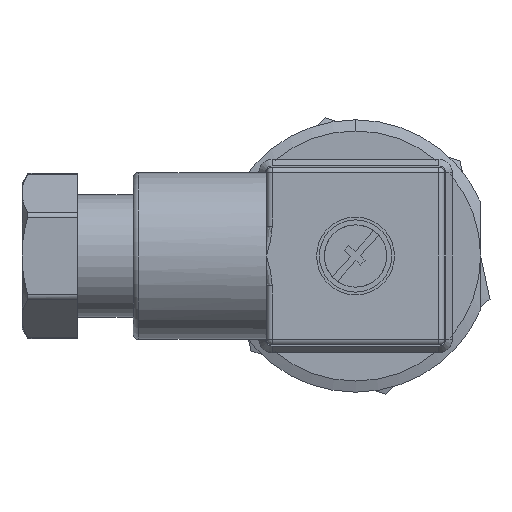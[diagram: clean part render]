
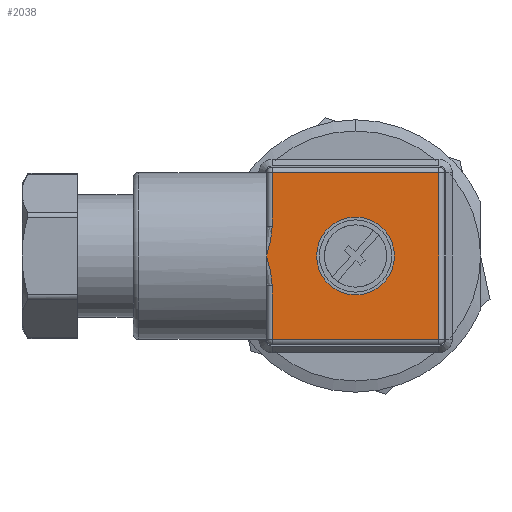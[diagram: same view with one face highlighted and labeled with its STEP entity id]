
A CAD part, front view. The second image highlights one B-rep face of the part: STEP entity #2038.
In plain terms, the highlighted face is planar.
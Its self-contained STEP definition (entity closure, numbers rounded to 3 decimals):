
#35 = CARTESIAN_POINT ( 'NONE',  ( 0., 27., 3.5 ) ) ;
#74 = CARTESIAN_POINT ( 'NONE',  ( 7.5, 27., -7.5 ) ) ;
#139 = AXIS2_PLACEMENT_3D ( 'NONE', #3455, #653, #3923 ) ;
#288 = CARTESIAN_POINT ( 'NONE',  ( 7.58, 27., -1.782 ) ) ;
#475 = ORIENTED_EDGE ( 'NONE', *, *, #5785, .F. ) ;
#502 = VECTOR ( 'NONE', #5875, 1000. ) ;
#625 = FACE_OUTER_BOUND ( 'NONE', #5547, .T. ) ;
#639 = CARTESIAN_POINT ( 'NONE',  ( 7.52, 27., 2.235 ) ) ;
#653 = DIRECTION ( 'NONE',  ( 0., 1., 0. ) ) ;
#657 = LINE ( 'NONE', #3963, #502 ) ;
#769 = CARTESIAN_POINT ( 'NONE',  ( 7.5, 27., -2.463 ) ) ;
#944 = LINE ( 'NONE', #2990, #3437 ) ;
#947 = DIRECTION ( 'NONE',  ( 0., 0., 1. ) ) ;
#1001 = CARTESIAN_POINT ( 'NONE',  ( 0., 27., 0. ) ) ;
#1069 = CARTESIAN_POINT ( 'NONE',  ( 7.5, 27., -2.693 ) ) ;
#1088 = CARTESIAN_POINT ( 'NONE',  ( 7.621, 27., 1.556 ) ) ;
#1154 = CARTESIAN_POINT ( 'NONE',  ( 7.5, 27., 0. ) ) ;
#1267 = PLANE ( 'NONE',  #5601 ) ;
#1355 = CARTESIAN_POINT ( 'NONE',  ( 0., 27., 0. ) ) ;
#1397 = ORIENTED_EDGE ( 'NONE', *, *, #4847, .T. ) ;
#1490 = DIRECTION ( 'NONE',  ( 0., 1., 0. ) ) ;
#1572 = CARTESIAN_POINT ( 'NONE',  ( 7.882, 27., 0.442 ) ) ;
#1577 = ORIENTED_EDGE ( 'NONE', *, *, #5257, .T. ) ;
#1599 = ORIENTED_EDGE ( 'NONE', *, *, #3948, .T. ) ;
#1635 = DIRECTION ( 'NONE',  ( 0., 0., -1. ) ) ;
#1720 = FACE_BOUND ( 'NONE', #3834, .T. ) ;
#1837 = DIRECTION ( 'NONE',  ( 0., 0., 1. ) ) ;
#1931 = VERTEX_POINT ( 'NONE', #3770 ) ;
#2038 = ADVANCED_FACE ( 'NONE', ( #625, #1720 ), #1267, .T. ) ;
#2058 = CIRCLE ( 'NONE', #139, 3.5 ) ;
#2106 = VERTEX_POINT ( 'NONE', #35 ) ;
#2109 = VERTEX_POINT ( 'NONE', #74 ) ;
#2142 = CARTESIAN_POINT ( 'NONE',  ( -8., 27., -7.5 ) ) ;
#2167 = CARTESIAN_POINT ( 'NONE',  ( 8., 27., 0. ) ) ;
#2322 = VERTEX_POINT ( 'NONE', #1069 ) ;
#2504 = VERTEX_POINT ( 'NONE', #5118 ) ;
#2636 = CIRCLE ( 'NONE', #4426, 3.5 ) ;
#2681 = ORIENTED_EDGE ( 'NONE', *, *, #5373, .T. ) ;
#2741 = VERTEX_POINT ( 'NONE', #3059 ) ;
#2797 = CARTESIAN_POINT ( 'NONE',  ( 7.5, 27., 7.5 ) ) ;
#2935 = LINE ( 'NONE', #1154, #5437 ) ;
#2948 = ORIENTED_EDGE ( 'NONE', *, *, #6077, .F. ) ;
#2990 = CARTESIAN_POINT ( 'NONE',  ( 7.5, 27., -8. ) ) ;
#2995 = ORIENTED_EDGE ( 'NONE', *, *, #3443, .T. ) ;
#3009 = VECTOR ( 'NONE', #5976, 1000. ) ;
#3025 = B_SPLINE_CURVE_WITH_KNOTS ( 'NONE', 3,
 ( #2167, #4958, #5928, #3105, #288, #3580, #769, #4048 ),
 .UNSPECIFIED., .F., .F.,
 ( 4, 2, 2, 4 ),
 ( 0., 0.001, 0.002, 0.003 ),
 .UNSPECIFIED. ) ;
#3033 = VERTEX_POINT ( 'NONE', #2797 ) ;
#3059 = CARTESIAN_POINT ( 'NONE',  ( -7.5, 27., 7.5 ) ) ;
#3105 = CARTESIAN_POINT ( 'NONE',  ( 7.621, 27., -1.556 ) ) ;
#3314 = VERTEX_POINT ( 'NONE', #5653 ) ;
#3437 = VECTOR ( 'NONE', #3926, 1000. ) ;
#3443 = EDGE_CURVE ( 'NONE', #3314, #2504, #4490, .T. ) ;
#3455 = CARTESIAN_POINT ( 'NONE',  ( 0., 27., 0. ) ) ;
#3580 = CARTESIAN_POINT ( 'NONE',  ( 7.52, 27., -2.235 ) ) ;
#3770 = CARTESIAN_POINT ( 'NONE',  ( -7.5, 27., -7.5 ) ) ;
#3834 = EDGE_LOOP ( 'NONE', ( #475, #2948 ) ) ;
#3894 = CARTESIAN_POINT ( 'NONE',  ( 7.58, 27., 1.782 ) ) ;
#3923 = DIRECTION ( 'NONE',  ( 0., 0., 1. ) ) ;
#3926 = DIRECTION ( 'NONE',  ( 0., 0., -1. ) ) ;
#3948 = EDGE_CURVE ( 'NONE', #2504, #2322, #3025, .T. ) ;
#3963 = CARTESIAN_POINT ( 'NONE',  ( -7.5, 27., 8. ) ) ;
#4048 = CARTESIAN_POINT ( 'NONE',  ( 7.5, 27., -2.693 ) ) ;
#4357 = CARTESIAN_POINT ( 'NONE',  ( 7.5, 27., 2.693 ) ) ;
#4382 = CARTESIAN_POINT ( 'NONE',  ( 7.763, 27., 0.884 ) ) ;
#4426 = AXIS2_PLACEMENT_3D ( 'NONE', #1355, #4629, #1837 ) ;
#4490 = B_SPLINE_CURVE_WITH_KNOTS ( 'NONE', 3,
 ( #4357, #5302, #639, #3894, #1088, #4382, #1572, #4835 ),
 .UNSPECIFIED., .F., .F.,
 ( 4, 2, 2, 4 ),
 ( 0., 0.001, 0.001, 0.003 ),
 .UNSPECIFIED. ) ;
#4629 = DIRECTION ( 'NONE',  ( 0., 1., 0. ) ) ;
#4769 = EDGE_CURVE ( 'NONE', #2322, #2109, #944, .T. ) ;
#4835 = CARTESIAN_POINT ( 'NONE',  ( 8., 27., 0. ) ) ;
#4847 = EDGE_CURVE ( 'NONE', #1931, #2741, #657, .T. ) ;
#4958 = CARTESIAN_POINT ( 'NONE',  ( 7.882, 27., -0.442 ) ) ;
#4985 = LINE ( 'NONE', #2142, #5137 ) ;
#5118 = CARTESIAN_POINT ( 'NONE',  ( 8., 27., 0. ) ) ;
#5137 = VECTOR ( 'NONE', #5416, 1000. ) ;
#5257 = EDGE_CURVE ( 'NONE', #3033, #3314, #2935, .T. ) ;
#5293 = EDGE_CURVE ( 'NONE', #2109, #1931, #4985, .T. ) ;
#5302 = CARTESIAN_POINT ( 'NONE',  ( 7.5, 27., 2.463 ) ) ;
#5358 = LINE ( 'NONE', #5492, #3009 ) ;
#5373 = EDGE_CURVE ( 'NONE', #2741, #3033, #5358, .T. ) ;
#5416 = DIRECTION ( 'NONE',  ( -1., 0., 0. ) ) ;
#5437 = VECTOR ( 'NONE', #1635, 1000. ) ;
#5492 = CARTESIAN_POINT ( 'NONE',  ( 8., 27., 7.5 ) ) ;
#5547 = EDGE_LOOP ( 'NONE', ( #2995, #1599, #5776, #5600, #1397, #2681, #1577 ) ) ;
#5600 = ORIENTED_EDGE ( 'NONE', *, *, #5293, .T. ) ;
#5601 = AXIS2_PLACEMENT_3D ( 'NONE', #1001, #1490, #947 ) ;
#5653 = CARTESIAN_POINT ( 'NONE',  ( 7.5, 27., 2.693 ) ) ;
#5686 = VERTEX_POINT ( 'NONE', #5703 ) ;
#5703 = CARTESIAN_POINT ( 'NONE',  ( 0., 27., -3.5 ) ) ;
#5776 = ORIENTED_EDGE ( 'NONE', *, *, #4769, .T. ) ;
#5785 = EDGE_CURVE ( 'NONE', #2106, #5686, #2058, .T. ) ;
#5875 = DIRECTION ( 'NONE',  ( 0., 0., 1. ) ) ;
#5928 = CARTESIAN_POINT ( 'NONE',  ( 7.763, 27., -0.884 ) ) ;
#5976 = DIRECTION ( 'NONE',  ( 1., 0., 0. ) ) ;
#6077 = EDGE_CURVE ( 'NONE', #5686, #2106, #2636, .T. ) ;
